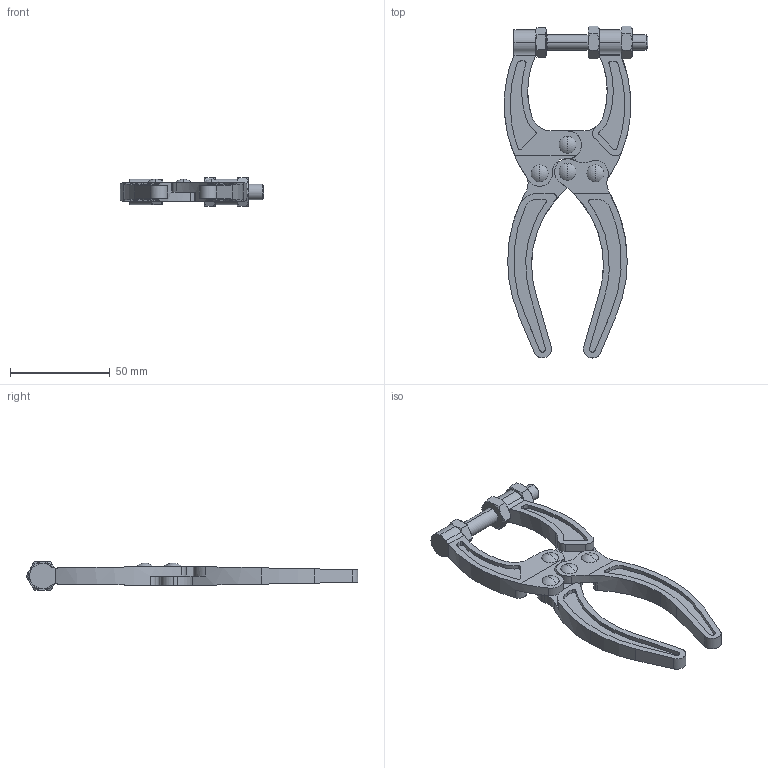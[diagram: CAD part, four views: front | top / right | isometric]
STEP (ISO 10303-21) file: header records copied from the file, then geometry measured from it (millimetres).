
FILE_DESCRIPTION (( 'STEP AP214' ), '1' );
FILE_NAME ('493800(GH-50360).STEP', '2019-01-16T03:10:54', ( 'LinWei' ), ( '' ), 'SwSTEP 2.0', 'SolidWorks 2016', '' );
FILE_SCHEMA (( 'AUTOMOTIVE_DESIGN' ));
Length unit declared in the file: millimetre
Products named in the file (5): 35036001-2^493800(GH-50360); Group3^493800(GH-50360); Group2^493800(GH-50360); Group1^493800(GH-50360); 493800(GH-50360)
Assembly tree (4 placements, depth 2):
  493800(GH-50360)
    Group1^493800(GH-50360)
    Group2^493800(GH-50360)
    Group3^493800(GH-50360)
    35036001-2^493800(GH-50360)
Bounding box: 71.96 x 166.66 x 14.4 mm (x, y, z)
Volume: 36935.6 mm3; surface area: 21836.6 mm2
Topology: 4 solids, 4 shells, 279 faces, 699 edges, 448 vertices
Faces by surface type: plane 97, cylinder 94, bspline 44, cone 36, sphere 8
Entity records: 10667 total; most frequent: CARTESIAN_POINT 3669, ORIENTED_EDGE 1398, DIRECTION 1195, EDGE_CURVE 699, AXIS2_PLACEMENT_3D 460, VERTEX_POINT 448, EDGE_LOOP 307, ADVANCED_FACE 279
